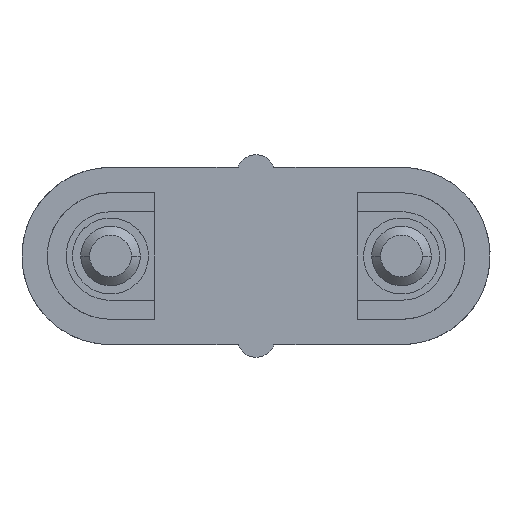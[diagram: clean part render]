
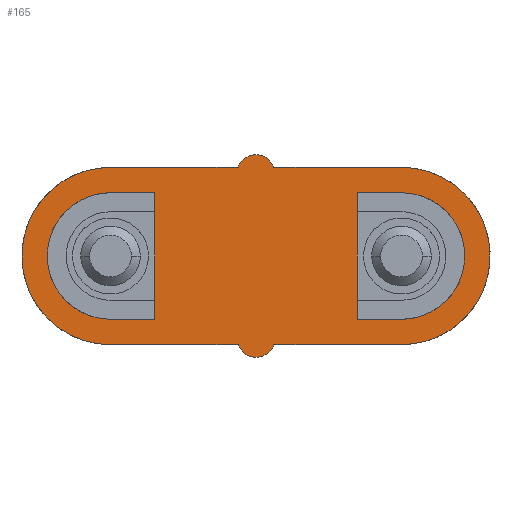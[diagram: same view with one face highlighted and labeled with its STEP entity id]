
A CAD part, front view. The second image highlights one B-rep face of the part: STEP entity #165.
In plain terms, the highlighted planar face has unit normal (0, -1, 0).
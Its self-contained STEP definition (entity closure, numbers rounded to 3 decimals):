
#124=FACE_BOUND('',#722,.T.);
#125=FACE_BOUND('',#723,.T.);
#165=ADVANCED_FACE('',(#443,#124,#125),#4378,.T.);
#443=FACE_OUTER_BOUND('',#721,.T.);
#721=EDGE_LOOP('',(#1042,#1043,#1044,#1045,#1046,#1047,#1048,#1049,#1050,
#1051));
#722=EDGE_LOOP('',(#1052,#1053,#1054,#1055));
#723=EDGE_LOOP('',(#1056,#1057,#1058,#1059));
#1042=ORIENTED_EDGE('',*,*,#2524,.T.);
#1043=ORIENTED_EDGE('',*,*,#2522,.T.);
#1044=ORIENTED_EDGE('',*,*,#2464,.T.);
#1045=ORIENTED_EDGE('',*,*,#2578,.T.);
#1046=ORIENTED_EDGE('',*,*,#2465,.T.);
#1047=ORIENTED_EDGE('',*,*,#2527,.T.);
#1048=ORIENTED_EDGE('',*,*,#2526,.T.);
#1049=ORIENTED_EDGE('',*,*,#2466,.T.);
#1050=ORIENTED_EDGE('',*,*,#2584,.T.);
#1051=ORIENTED_EDGE('',*,*,#2467,.T.);
#1052=ORIENTED_EDGE('',*,*,#2470,.T.);
#1053=ORIENTED_EDGE('',*,*,#2515,.T.);
#1054=ORIENTED_EDGE('',*,*,#2468,.T.);
#1055=ORIENTED_EDGE('',*,*,#2469,.T.);
#1056=ORIENTED_EDGE('',*,*,#2493,.T.);
#1057=ORIENTED_EDGE('',*,*,#2471,.T.);
#1058=ORIENTED_EDGE('',*,*,#2472,.T.);
#1059=ORIENTED_EDGE('',*,*,#2473,.T.);
#2464=EDGE_CURVE('',#3910,#3911,#3183,.T.);
#2465=EDGE_CURVE('',#3912,#3913,#3184,.T.);
#2466=EDGE_CURVE('',#3915,#3916,#3185,.T.);
#2467=EDGE_CURVE('',#3917,#3908,#3186,.T.);
#2468=EDGE_CURVE('',#3919,#3920,#3187,.T.);
#2469=EDGE_CURVE('',#3920,#3921,#3188,.T.);
#2470=EDGE_CURVE('',#3921,#3918,#3189,.T.);
#2471=EDGE_CURVE('',#3922,#3923,#3190,.T.);
#2472=EDGE_CURVE('',#3923,#3924,#3191,.T.);
#2473=EDGE_CURVE('',#3924,#3925,#3192,.T.);
#2493=EDGE_CURVE('',#3925,#3922,#3744,.T.);
#2515=EDGE_CURVE('',#3918,#3919,#3750,.T.);
#2522=EDGE_CURVE('',#3909,#3910,#3753,.T.);
#2524=EDGE_CURVE('',#3908,#3909,#3755,.T.);
#2526=EDGE_CURVE('',#3914,#3915,#3757,.T.);
#2527=EDGE_CURVE('',#3913,#3914,#3758,.T.);
#2578=EDGE_CURVE('',#3911,#3912,#3778,.T.);
#2584=EDGE_CURVE('',#3916,#3917,#3781,.T.);
#3183=B_SPLINE_CURVE_WITH_KNOTS('',1,(#5495,#5496),.UNSPECIFIED.,.F.,.F.,
(2,2),(-10.086,0.),.UNSPECIFIED.);
#3184=B_SPLINE_CURVE_WITH_KNOTS('',1,(#5497,#5498),.UNSPECIFIED.,.F.,.F.,
(2,2),(-10.086,0.),.UNSPECIFIED.);
#3185=B_SPLINE_CURVE_WITH_KNOTS('',1,(#5499,#5500),.UNSPECIFIED.,.F.,.F.,
(2,2),(-10.086,0.),.UNSPECIFIED.);
#3186=B_SPLINE_CURVE_WITH_KNOTS('',1,(#5501,#5502),.UNSPECIFIED.,.F.,.F.,
(2,2),(-10.086,0.),.UNSPECIFIED.);
#3187=B_SPLINE_CURVE_WITH_KNOTS('',1,(#5503,#5504),.UNSPECIFIED.,.F.,.F.,
(2,2),(-3.5,0.),.UNSPECIFIED.);
#3188=B_SPLINE_CURVE_WITH_KNOTS('',1,(#5505,#5506),.UNSPECIFIED.,.F.,.F.,
(2,2),(-10.,0.),.UNSPECIFIED.);
#3189=B_SPLINE_CURVE_WITH_KNOTS('',1,(#5507,#5508),.UNSPECIFIED.,.F.,.F.,
(2,2),(0.,3.5),.UNSPECIFIED.);
#3190=B_SPLINE_CURVE_WITH_KNOTS('',1,(#5509,#5510),.UNSPECIFIED.,.F.,.F.,
(2,2),(-3.5,0.),.UNSPECIFIED.);
#3191=B_SPLINE_CURVE_WITH_KNOTS('',1,(#5511,#5512),.UNSPECIFIED.,.F.,.F.,
(2,2),(0.,10.),.UNSPECIFIED.);
#3192=B_SPLINE_CURVE_WITH_KNOTS('',1,(#5513,#5514),.UNSPECIFIED.,.F.,.F.,
(2,2),(0.,3.5),.UNSPECIFIED.);
#3744=(
BOUNDED_CURVE()
B_SPLINE_CURVE(2,(#5559,#5560,#5561,#5562,#5563),.UNSPECIFIED.,.F.,.F.)
B_SPLINE_CURVE_WITH_KNOTS((3,2,3),(0.,7.854,15.708),
 .UNSPECIFIED.)
CURVE()
GEOMETRIC_REPRESENTATION_ITEM()
RATIONAL_B_SPLINE_CURVE((1.,0.707,1.,0.707,1.))
REPRESENTATION_ITEM('')
);
#3750=(
BOUNDED_CURVE()
B_SPLINE_CURVE(2,(#5618,#5619,#5620,#5621,#5622),.UNSPECIFIED.,.F.,.F.)
B_SPLINE_CURVE_WITH_KNOTS((3,2,3),(-15.708,-7.854,0.),
 .UNSPECIFIED.)
CURVE()
GEOMETRIC_REPRESENTATION_ITEM()
RATIONAL_B_SPLINE_CURVE((1.,0.707,1.,0.707,1.))
REPRESENTATION_ITEM('')
);
#3753=(
BOUNDED_CURVE()
B_SPLINE_CURVE(2,(#5635,#5636,#5637),.UNSPECIFIED.,.F.,.F.)
B_SPLINE_CURVE_WITH_KNOTS((3,3),(-1.571,-0.356),
 .UNSPECIFIED.)
CURVE()
GEOMETRIC_REPRESENTATION_ITEM()
RATIONAL_B_SPLINE_CURVE((1.,0.816,1.))
REPRESENTATION_ITEM('')
);
#3755=(
BOUNDED_CURVE()
B_SPLINE_CURVE(2,(#5643,#5644,#5645),.UNSPECIFIED.,.F.,.F.)
B_SPLINE_CURVE_WITH_KNOTS((3,3),(-3.693,-1.846),
 .UNSPECIFIED.)
CURVE()
GEOMETRIC_REPRESENTATION_ITEM()
RATIONAL_B_SPLINE_CURVE((1.,0.816,1.))
REPRESENTATION_ITEM('')
);
#3757=(
BOUNDED_CURVE()
B_SPLINE_CURVE(2,(#5651,#5652,#5653),.UNSPECIFIED.,.F.,.F.)
B_SPLINE_CURVE_WITH_KNOTS((3,3),(1.846,3.693),
 .UNSPECIFIED.)
CURVE()
GEOMETRIC_REPRESENTATION_ITEM()
RATIONAL_B_SPLINE_CURVE((1.,0.816,1.))
REPRESENTATION_ITEM('')
);
#3758=(
BOUNDED_CURVE()
B_SPLINE_CURVE(2,(#5654,#5655,#5656),.UNSPECIFIED.,.F.,.F.)
B_SPLINE_CURVE_WITH_KNOTS((3,3),(0.356,1.571),
 .UNSPECIFIED.)
CURVE()
GEOMETRIC_REPRESENTATION_ITEM()
RATIONAL_B_SPLINE_CURVE((1.,0.816,1.))
REPRESENTATION_ITEM('')
);
#3778=(
BOUNDED_CURVE()
B_SPLINE_CURVE(2,(#5787,#5788,#5789,#5790,#5791),.UNSPECIFIED.,.F.,.F.)
B_SPLINE_CURVE_WITH_KNOTS((3,2,3),(-21.991,-10.996,
0.),.UNSPECIFIED.)
CURVE()
GEOMETRIC_REPRESENTATION_ITEM()
RATIONAL_B_SPLINE_CURVE((1.,0.707,1.,0.707,1.))
REPRESENTATION_ITEM('')
);
#3781=(
BOUNDED_CURVE()
B_SPLINE_CURVE(2,(#5805,#5806,#5807,#5808,#5809),.UNSPECIFIED.,.F.,.F.)
B_SPLINE_CURVE_WITH_KNOTS((3,2,3),(-21.991,-10.996,
0.),.UNSPECIFIED.)
CURVE()
GEOMETRIC_REPRESENTATION_ITEM()
RATIONAL_B_SPLINE_CURVE((1.,0.707,1.,0.707,1.))
REPRESENTATION_ITEM('')
);
#3908=VERTEX_POINT('',#5403);
#3909=VERTEX_POINT('',#5404);
#3910=VERTEX_POINT('',#5405);
#3911=VERTEX_POINT('',#5406);
#3912=VERTEX_POINT('',#5407);
#3913=VERTEX_POINT('',#5408);
#3914=VERTEX_POINT('',#5409);
#3915=VERTEX_POINT('',#5410);
#3916=VERTEX_POINT('',#5411);
#3917=VERTEX_POINT('',#5412);
#3918=VERTEX_POINT('',#5413);
#3919=VERTEX_POINT('',#5414);
#3920=VERTEX_POINT('',#5415);
#3921=VERTEX_POINT('',#5416);
#3922=VERTEX_POINT('',#5417);
#3923=VERTEX_POINT('',#5418);
#3924=VERTEX_POINT('',#5419);
#3925=VERTEX_POINT('',#5420);
#4378=PLANE('',#4735);
#4735=AXIS2_PLACEMENT_3D('',#4992,#4853,$);
#4853=DIRECTION('',(0.,-1.,0.));
#4992=CARTESIAN_POINT('',(-22.201,-23.972,16.601));
#5403=CARTESIAN_POINT('',(-1.414,-23.972,0.));
#5404=CARTESIAN_POINT('',(0.,-23.972,-1.));
#5405=CARTESIAN_POINT('',(1.414,-23.972,0.));
#5406=CARTESIAN_POINT('',(11.5,-23.972,0.));
#5407=CARTESIAN_POINT('',(11.5,-23.972,14.));
#5408=CARTESIAN_POINT('',(1.414,-23.972,14.));
#5409=CARTESIAN_POINT('',(0.,-23.972,15.));
#5410=CARTESIAN_POINT('',(-1.414,-23.972,14.));
#5411=CARTESIAN_POINT('',(-11.5,-23.972,14.));
#5412=CARTESIAN_POINT('',(-11.5,-23.972,0.));
#5413=CARTESIAN_POINT('',(11.5,-23.972,12.));
#5414=CARTESIAN_POINT('',(11.5,-23.972,2.));
#5415=CARTESIAN_POINT('',(8.,-23.972,2.));
#5416=CARTESIAN_POINT('',(8.,-23.972,12.));
#5417=CARTESIAN_POINT('',(-11.5,-23.972,12.));
#5418=CARTESIAN_POINT('',(-8.,-23.972,12.));
#5419=CARTESIAN_POINT('',(-8.,-23.972,2.));
#5420=CARTESIAN_POINT('',(-11.5,-23.972,2.));
#5495=CARTESIAN_POINT('',(1.414,-23.972,0.));
#5496=CARTESIAN_POINT('',(11.5,-23.972,0.));
#5497=CARTESIAN_POINT('',(11.5,-23.972,14.));
#5498=CARTESIAN_POINT('',(1.414,-23.972,14.));
#5499=CARTESIAN_POINT('',(-1.414,-23.972,14.));
#5500=CARTESIAN_POINT('',(-11.5,-23.972,14.));
#5501=CARTESIAN_POINT('',(-11.5,-23.972,0.));
#5502=CARTESIAN_POINT('',(-1.414,-23.972,0.));
#5503=CARTESIAN_POINT('',(11.5,-23.972,2.));
#5504=CARTESIAN_POINT('',(8.,-23.972,2.));
#5505=CARTESIAN_POINT('',(8.,-23.972,2.));
#5506=CARTESIAN_POINT('',(8.,-23.972,12.));
#5507=CARTESIAN_POINT('',(8.,-23.972,12.));
#5508=CARTESIAN_POINT('',(11.5,-23.972,12.));
#5509=CARTESIAN_POINT('',(-11.5,-23.972,12.));
#5510=CARTESIAN_POINT('',(-8.,-23.972,12.));
#5511=CARTESIAN_POINT('',(-8.,-23.972,12.));
#5512=CARTESIAN_POINT('',(-8.,-23.972,2.));
#5513=CARTESIAN_POINT('',(-8.,-23.972,2.));
#5514=CARTESIAN_POINT('',(-11.5,-23.972,2.));
#5559=CARTESIAN_POINT('',(-11.5,-23.972,2.));
#5560=CARTESIAN_POINT('',(-16.5,-23.972,2.));
#5561=CARTESIAN_POINT('',(-16.5,-23.972,7.));
#5562=CARTESIAN_POINT('',(-16.5,-23.972,12.));
#5563=CARTESIAN_POINT('',(-11.5,-23.972,12.));
#5618=CARTESIAN_POINT('',(11.5,-23.972,12.));
#5619=CARTESIAN_POINT('',(16.5,-23.972,12.));
#5620=CARTESIAN_POINT('',(16.5,-23.972,7.));
#5621=CARTESIAN_POINT('',(16.5,-23.972,2.));
#5622=CARTESIAN_POINT('',(11.5,-23.972,2.));
#5635=CARTESIAN_POINT('',(0.,-23.972,-1.));
#5636=CARTESIAN_POINT('',(1.061,-23.972,-1.));
#5637=CARTESIAN_POINT('',(1.414,-23.972,0.));
#5643=CARTESIAN_POINT('',(-1.414,-23.972,0.));
#5644=CARTESIAN_POINT('',(-1.061,-23.972,-1.));
#5645=CARTESIAN_POINT('',(0.,-23.972,-1.));
#5651=CARTESIAN_POINT('',(0.,-23.972,15.));
#5652=CARTESIAN_POINT('',(-1.061,-23.972,15.));
#5653=CARTESIAN_POINT('',(-1.414,-23.972,14.));
#5654=CARTESIAN_POINT('',(1.414,-23.972,14.));
#5655=CARTESIAN_POINT('',(1.061,-23.972,15.));
#5656=CARTESIAN_POINT('',(0.,-23.972,15.));
#5787=CARTESIAN_POINT('',(11.5,-23.972,0.));
#5788=CARTESIAN_POINT('',(18.5,-23.972,0.));
#5789=CARTESIAN_POINT('',(18.5,-23.972,7.));
#5790=CARTESIAN_POINT('',(18.5,-23.972,14.));
#5791=CARTESIAN_POINT('',(11.5,-23.972,14.));
#5805=CARTESIAN_POINT('',(-11.5,-23.972,14.));
#5806=CARTESIAN_POINT('',(-18.5,-23.972,14.));
#5807=CARTESIAN_POINT('',(-18.5,-23.972,7.));
#5808=CARTESIAN_POINT('',(-18.5,-23.972,0.));
#5809=CARTESIAN_POINT('',(-11.5,-23.972,0.));
